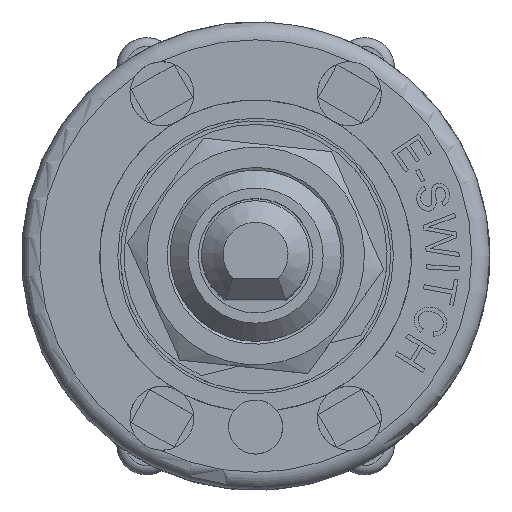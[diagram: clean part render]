
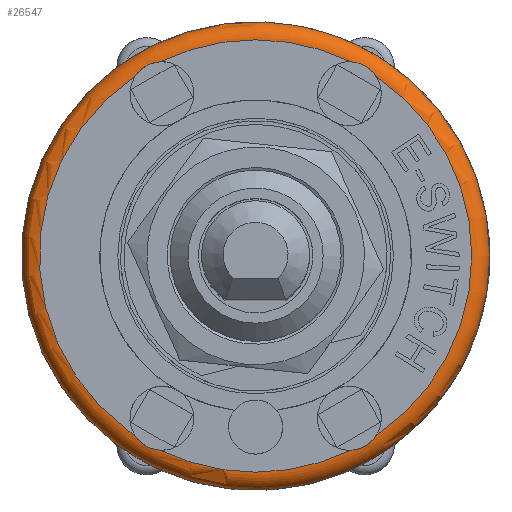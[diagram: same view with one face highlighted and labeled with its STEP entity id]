
A CAD part, top view. The second image highlights one B-rep face of the part: STEP entity #26547.
In plain terms, the highlighted toroidal (fillet/blend) face has major radius 12 mm and minor radius 1 mm.
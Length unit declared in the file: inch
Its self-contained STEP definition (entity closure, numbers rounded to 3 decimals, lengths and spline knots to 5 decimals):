
#25897=CARTESIAN_POINT('',(0.51181,0.0,0.37402));
#25898=VERTEX_POINT('',#25897);
#25899=CARTESIAN_POINT('',(0.0,0.0,0.37402));
#25900=DIRECTION('',(0.0,0.0,1.0));
#25901=DIRECTION('',(-1.0,0.0,0.0));
#25902=AXIS2_PLACEMENT_3D('',#25899,#25900,#25901);
#25903=CIRCLE('',#25902,0.51181);
#25904=EDGE_CURVE('',#25898,#25898,#25903,.T.);
#26147=CARTESIAN_POINT('',(-0.26379,0.39194,0.41339));
#26148=VERTEX_POINT('',#26147);
#26157=CARTESIAN_POINT('',(-0.20753,0.42442,0.41339));
#26158=VERTEX_POINT('',#26157);
#26166=CARTESIAN_POINT('',(-0.26379,0.39194,0.41339));
#26167=CARTESIAN_POINT('',(-0.26063,0.39693,0.41339));
#26168=CARTESIAN_POINT('',(-0.25684,0.40153,0.41318));
#26169=CARTESIAN_POINT('',(-0.25019,0.40776,0.41294));
#26170=CARTESIAN_POINT('',(-0.24774,0.40975,0.41287));
#26171=CARTESIAN_POINT('',(-0.24411,0.41233,0.41281));
#26172=CARTESIAN_POINT('',(-0.24303,0.41306,0.41279));
#26173=CARTESIAN_POINT('',(-0.24115,0.41424,0.41278));
#26174=CARTESIAN_POINT('',(-0.24035,0.41472,0.41278));
#26175=CARTESIAN_POINT('',(-0.23874,0.41565,0.41278));
#26176=CARTESIAN_POINT('',(-0.23791,0.4161,0.41278));
#26177=CARTESIAN_POINT('',(-0.23586,0.41717,0.4128));
#26178=CARTESIAN_POINT('',(-0.23462,0.41777,0.41281));
#26179=CARTESIAN_POINT('',(-0.23029,0.41972,0.41288));
#26180=CARTESIAN_POINT('',(-0.22713,0.42087,0.41296));
#26181=CARTESIAN_POINT('',(-0.2184,0.42336,0.41321));
#26182=CARTESIAN_POINT('',(-0.2129,0.4242,0.41339));
#26183=CARTESIAN_POINT('',(-0.20753,0.42442,0.41339));
#26184=B_SPLINE_CURVE_WITH_KNOTS('',3,(#26166,#26167,#26168,#26169,#26170,#26171,#26172,#26173,#26174,#26175,#26176,#26177,#26178,#26179,#26180,#26181,#26182,#26183),.UNSPECIFIED.,.F.,.U.,(4,2,2,2,2,2,2,2,4),(-0.30321,-0.28459,-0.27477,-0.27072,-0.26786,-0.26495,-0.2607,-0.25033,-0.23279),.UNSPECIFIED.);
#26185=EDGE_CURVE('',#26148,#26158,#26184,.T.);
#26221=CARTESIAN_POINT('',(-0.26379,-0.39194,0.41339));
#26222=VERTEX_POINT('',#26221);
#26232=CARTESIAN_POINT('',(-0.20753,-0.42442,0.41339));
#26233=VERTEX_POINT('',#26232);
#26234=CARTESIAN_POINT('',(-0.20753,-0.42442,0.41339));
#26235=CARTESIAN_POINT('',(-0.21344,-0.42418,0.41339));
#26236=CARTESIAN_POINT('',(-0.21932,-0.42319,0.41318));
#26237=CARTESIAN_POINT('',(-0.22803,-0.42055,0.41294));
#26238=CARTESIAN_POINT('',(-0.23098,-0.41943,0.41287));
#26239=CARTESIAN_POINT('',(-0.23503,-0.41757,0.41281));
#26240=CARTESIAN_POINT('',(-0.2362,-0.417,0.41279));
#26241=CARTESIAN_POINT('',(-0.23817,-0.41596,0.41278));
#26242=CARTESIAN_POINT('',(-0.23898,-0.41551,0.41278));
#26243=CARTESIAN_POINT('',(-0.24059,-0.41458,0.41278));
#26244=CARTESIAN_POINT('',(-0.2414,-0.41409,0.41278));
#26245=CARTESIAN_POINT('',(-0.24335,-0.41285,0.4128));
#26246=CARTESIAN_POINT('',(-0.24449,-0.41207,0.41281));
#26247=CARTESIAN_POINT('',(-0.24834,-0.4093,0.41288));
#26248=CARTESIAN_POINT('',(-0.25092,-0.40713,0.41296));
#26249=CARTESIAN_POINT('',(-0.25744,-0.40082,0.41321));
#26250=CARTESIAN_POINT('',(-0.26092,-0.39648,0.41339));
#26251=CARTESIAN_POINT('',(-0.26379,-0.39194,0.41339));
#26252=B_SPLINE_CURVE_WITH_KNOTS('',3,(#26234,#26235,#26236,#26237,#26238,#26239,#26240,#26241,#26242,#26243,#26244,#26245,#26246,#26247,#26248,#26249,#26250,#26251),.UNSPECIFIED.,.F.,.U.,(4,2,2,2,2,2,2,2,4),(-0.30321,-0.28459,-0.27477,-0.27072,-0.26786,-0.26495,-0.2607,-0.25033,-0.23279),.UNSPECIFIED.);
#26253=EDGE_CURVE('',#26233,#26222,#26252,.T.);
#26321=CARTESIAN_POINT('',(0.20753,-0.42442,0.41339));
#26322=VERTEX_POINT('',#26321);
#26332=CARTESIAN_POINT('',(0.26379,-0.39194,0.41339));
#26333=VERTEX_POINT('',#26332);
#26334=CARTESIAN_POINT('',(0.26379,-0.39194,0.41339));
#26335=CARTESIAN_POINT('',(0.26063,-0.39693,0.41339));
#26336=CARTESIAN_POINT('',(0.25684,-0.40153,0.41318));
#26337=CARTESIAN_POINT('',(0.25019,-0.40776,0.41294));
#26338=CARTESIAN_POINT('',(0.24774,-0.40975,0.41287));
#26339=CARTESIAN_POINT('',(0.24411,-0.41233,0.41281));
#26340=CARTESIAN_POINT('',(0.24303,-0.41306,0.41279));
#26341=CARTESIAN_POINT('',(0.24115,-0.41424,0.41278));
#26342=CARTESIAN_POINT('',(0.24035,-0.41472,0.41278));
#26343=CARTESIAN_POINT('',(0.23874,-0.41565,0.41278));
#26344=CARTESIAN_POINT('',(0.23791,-0.4161,0.41278));
#26345=CARTESIAN_POINT('',(0.23586,-0.41717,0.4128));
#26346=CARTESIAN_POINT('',(0.23462,-0.41777,0.41281));
#26347=CARTESIAN_POINT('',(0.23029,-0.41972,0.41288));
#26348=CARTESIAN_POINT('',(0.22713,-0.42087,0.41296));
#26349=CARTESIAN_POINT('',(0.2184,-0.42336,0.41321));
#26350=CARTESIAN_POINT('',(0.2129,-0.4242,0.41339));
#26351=CARTESIAN_POINT('',(0.20753,-0.42442,0.41339));
#26352=B_SPLINE_CURVE_WITH_KNOTS('',3,(#26334,#26335,#26336,#26337,#26338,#26339,#26340,#26341,#26342,#26343,#26344,#26345,#26346,#26347,#26348,#26349,#26350,#26351),.UNSPECIFIED.,.F.,.U.,(4,2,2,2,2,2,2,2,4),(-0.30321,-0.28459,-0.27477,-0.27072,-0.26786,-0.26495,-0.2607,-0.25033,-0.23279),.UNSPECIFIED.);
#26353=EDGE_CURVE('',#26333,#26322,#26352,.T.);
#26447=CARTESIAN_POINT('',(0.20753,0.42442,0.41339));
#26448=VERTEX_POINT('',#26447);
#26457=CARTESIAN_POINT('',(0.26379,0.39194,0.41339));
#26458=VERTEX_POINT('',#26457);
#26466=CARTESIAN_POINT('',(0.20753,0.42442,0.41339));
#26467=CARTESIAN_POINT('',(0.21344,0.42418,0.41339));
#26468=CARTESIAN_POINT('',(0.21932,0.42319,0.41318));
#26469=CARTESIAN_POINT('',(0.22803,0.42055,0.41294));
#26470=CARTESIAN_POINT('',(0.23098,0.41943,0.41287));
#26471=CARTESIAN_POINT('',(0.23503,0.41757,0.41281));
#26472=CARTESIAN_POINT('',(0.2362,0.417,0.41279));
#26473=CARTESIAN_POINT('',(0.23817,0.41596,0.41278));
#26474=CARTESIAN_POINT('',(0.23898,0.41551,0.41278));
#26475=CARTESIAN_POINT('',(0.24059,0.41458,0.41278));
#26476=CARTESIAN_POINT('',(0.2414,0.41409,0.41278));
#26477=CARTESIAN_POINT('',(0.24335,0.41285,0.4128));
#26478=CARTESIAN_POINT('',(0.24449,0.41207,0.41281));
#26479=CARTESIAN_POINT('',(0.24834,0.4093,0.41288));
#26480=CARTESIAN_POINT('',(0.25092,0.40713,0.41296));
#26481=CARTESIAN_POINT('',(0.25744,0.40082,0.41321));
#26482=CARTESIAN_POINT('',(0.26092,0.39648,0.41339));
#26483=CARTESIAN_POINT('',(0.26379,0.39194,0.41339));
#26484=B_SPLINE_CURVE_WITH_KNOTS('',3,(#26466,#26467,#26468,#26469,#26470,#26471,#26472,#26473,#26474,#26475,#26476,#26477,#26478,#26479,#26480,#26481,#26482,#26483),.UNSPECIFIED.,.F.,.U.,(4,2,2,2,2,2,2,2,4),(-0.30321,-0.28459,-0.27477,-0.27072,-0.26786,-0.26495,-0.2607,-0.25033,-0.23279),.UNSPECIFIED.);
#26485=EDGE_CURVE('',#26448,#26458,#26484,.T.);
#26505=CARTESIAN_POINT('',(0.0,0.0,0.37402));
#26506=DIRECTION('',(0.0,0.0,-1.0));
#26507=DIRECTION('',(-1.0,0.0,0.0));
#26508=AXIS2_PLACEMENT_3D('',#26505,#26506,#26507);
#26509=TOROIDAL_SURFACE('',#26508,0.47244,0.03937);
#26510=ORIENTED_EDGE('',*,*,#25904,.T.);
#26511=EDGE_LOOP('',(#26510));
#26512=FACE_OUTER_BOUND('',#26511,.T.);
#26513=CARTESIAN_POINT('',(0.0,0.0,0.41339));
#26514=DIRECTION('',(0.0,0.0,-1.0));
#26515=DIRECTION('',(-1.0,0.0,0.0));
#26516=AXIS2_PLACEMENT_3D('',#26513,#26514,#26515);
#26517=CIRCLE('',#26516,0.47244);
#26518=EDGE_CURVE('',#26222,#26148,#26517,.T.);
#26519=ORIENTED_EDGE('',*,*,#26518,.T.);
#26520=ORIENTED_EDGE('',*,*,#26185,.T.);
#26521=CARTESIAN_POINT('',(0.0,0.0,0.41339));
#26522=DIRECTION('',(0.0,0.0,-1.0));
#26523=DIRECTION('',(-1.0,0.0,0.0));
#26524=AXIS2_PLACEMENT_3D('',#26521,#26522,#26523);
#26525=CIRCLE('',#26524,0.47244);
#26526=EDGE_CURVE('',#26158,#26448,#26525,.T.);
#26527=ORIENTED_EDGE('',*,*,#26526,.T.);
#26528=ORIENTED_EDGE('',*,*,#26485,.T.);
#26529=CARTESIAN_POINT('',(0.0,0.0,0.41339));
#26530=DIRECTION('',(0.0,0.0,-1.0));
#26531=DIRECTION('',(-1.0,0.0,0.0));
#26532=AXIS2_PLACEMENT_3D('',#26529,#26530,#26531);
#26533=CIRCLE('',#26532,0.47244);
#26534=EDGE_CURVE('',#26458,#26333,#26533,.T.);
#26535=ORIENTED_EDGE('',*,*,#26534,.T.);
#26536=ORIENTED_EDGE('',*,*,#26353,.T.);
#26537=CARTESIAN_POINT('',(0.0,0.0,0.41339));
#26538=DIRECTION('',(0.0,0.0,-1.0));
#26539=DIRECTION('',(-1.0,0.0,0.0));
#26540=AXIS2_PLACEMENT_3D('',#26537,#26538,#26539);
#26541=CIRCLE('',#26540,0.47244);
#26542=EDGE_CURVE('',#26322,#26233,#26541,.T.);
#26543=ORIENTED_EDGE('',*,*,#26542,.T.);
#26544=ORIENTED_EDGE('',*,*,#26253,.T.);
#26545=EDGE_LOOP('',(#26519,#26520,#26527,#26528,#26535,#26536,#26543,#26544));
#26546=FACE_BOUND('',#26545,.T.);
#26547=ADVANCED_FACE('',(#26512,#26546),#26509,.T.);
